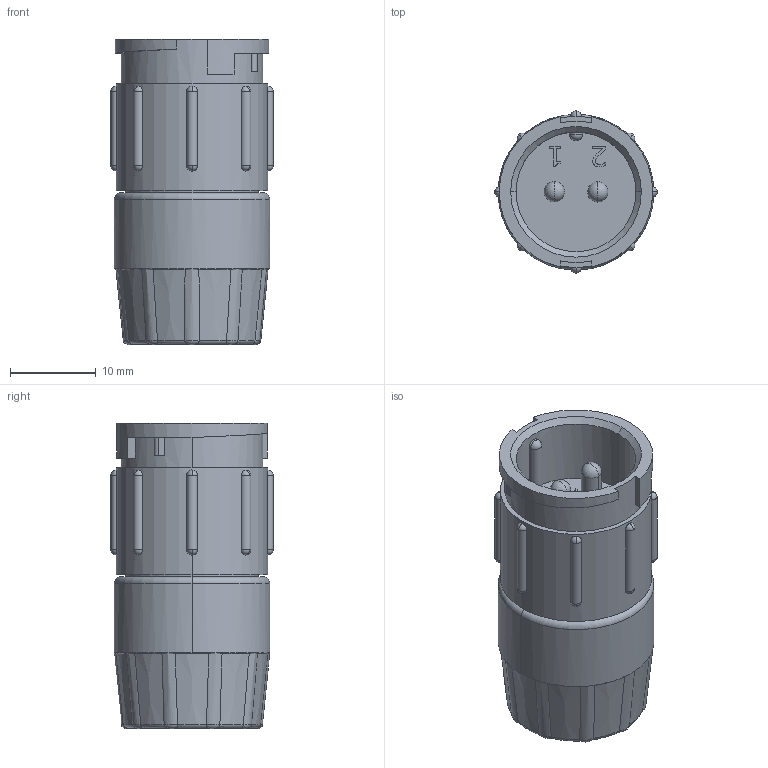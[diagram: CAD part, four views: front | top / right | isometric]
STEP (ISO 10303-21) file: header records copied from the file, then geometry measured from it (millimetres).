
FILE_DESCRIPTION (( 'STEP AP203' ), '1' );
FILE_NAME ('5180-2PG-315.STEP', '2016-11-10T21:41:22', ( '' ), ( '' ), 'SwSTEP 2.0', 'SolidWorks 2014', '' );
FILE_SCHEMA (( 'CONFIG_CONTROL_DESIGN' ));
Length unit declared in the file: millimetre
Products named in the file (1): 5180-2PG-315
Bounding box: 18.92 x 18.92 x 35.63 mm (x, y, z)
Volume: 7143.5 mm3; surface area: 3244.7 mm2
Topology: 1 solids, 1 shells, 207 faces, 582 edges, 361 vertices
Faces by surface type: plane 55, torus 48, cylinder 35, sphere 33, bspline 23, cone 13
Entity records: 7306 total; most frequent: CARTESIAN_POINT 2486, ORIENTED_EDGE 1032, DIRECTION 955, EDGE_CURVE 516, AXIS2_PLACEMENT_3D 407, VERTEX_POINT 328, EDGE_LOOP 224, CIRCLE 222
